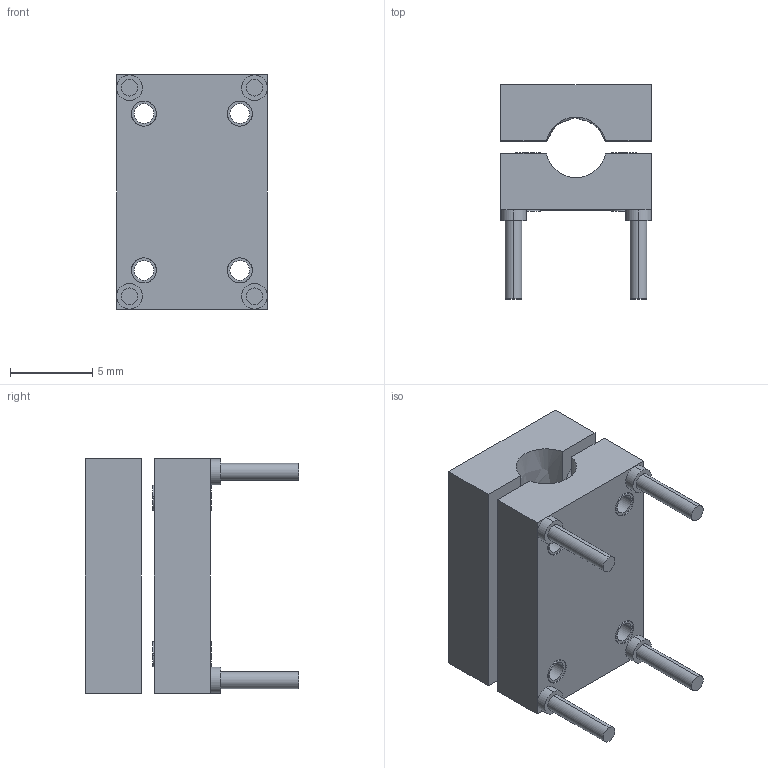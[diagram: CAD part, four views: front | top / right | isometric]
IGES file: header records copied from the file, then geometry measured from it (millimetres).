
Start section:  PTC IGES file: cable_ground_attach_v4.igs
Global section: file name: 51Hcable_ground_attach_v4.igs; native system: Pro/ENGINEER by Parametric Technology Corporation; preprocessor: 2004090; author: ghiorso; organization: Unknown; date: 060215.224015; units: inch
Bounding box: 9.19 x 13.03 x 14.27 mm (x, y, z)
Surface area: 1156.1 mm2 (no closed solid volume)
Topology: 0 solids, 0 shells, 92 faces, 528 edges, 568 vertices
Faces by surface type: revolution 62, bspline 30
